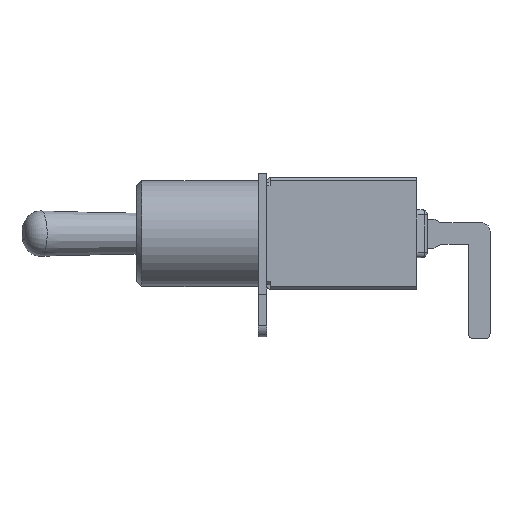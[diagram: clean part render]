
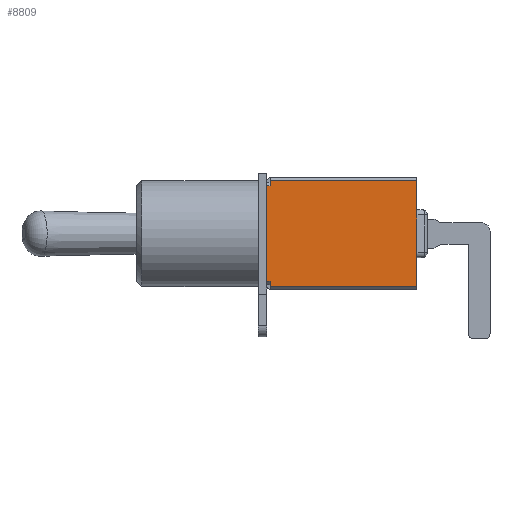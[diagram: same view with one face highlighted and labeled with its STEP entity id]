
A CAD part, left-side view. The second image highlights one B-rep face of the part: STEP entity #8809.
In plain terms, the highlighted planar face has unit normal (-1, 0, 0).
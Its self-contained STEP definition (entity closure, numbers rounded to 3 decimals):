
#1795=ORIENTED_EDGE('',*,*,#2985,.F.);
#1796=ORIENTED_EDGE('',*,*,#3014,.T.);
#1797=ORIENTED_EDGE('',*,*,#2947,.T.);
#1798=ORIENTED_EDGE('',*,*,#2348,.T.);
#1799=ORIENTED_EDGE('',*,*,#2811,.T.);
#1800=ORIENTED_EDGE('',*,*,#2354,.T.);
#1801=ORIENTED_EDGE('',*,*,#2937,.T.);
#1802=ORIENTED_EDGE('',*,*,#3013,.T.);
#2348=EDGE_CURVE('',#3267,#3266,#3867,.T.);
#2354=EDGE_CURVE('',#3269,#3272,#3873,.T.);
#2811=EDGE_CURVE('',#3266,#3269,#4063,.T.);
#2937=EDGE_CURVE('',#3272,#3663,#4163,.T.);
#2947=EDGE_CURVE('',#3671,#3267,#4173,.T.);
#2985=EDGE_CURVE('',#3702,#3703,#4207,.T.);
#3013=EDGE_CURVE('',#3663,#3703,#4227,.T.);
#3014=EDGE_CURVE('',#3702,#3671,#4228,.T.);
#3266=VERTEX_POINT('',#10906);
#3267=VERTEX_POINT('',#10908);
#3269=VERTEX_POINT('',#10914);
#3272=VERTEX_POINT('',#10919);
#3663=VERTEX_POINT('',#13387);
#3671=VERTEX_POINT('',#13409);
#3702=VERTEX_POINT('',#13481);
#3703=VERTEX_POINT('',#13483);
#3867=LINE('',#10907,#4422);
#3873=LINE('',#10920,#4428);
#4063=LINE('',#13067,#4618);
#4163=LINE('',#13388,#4718);
#4173=LINE('',#13408,#4728);
#4207=LINE('',#13482,#4762);
#4227=LINE('',#13534,#4782);
#4228=LINE('',#13536,#4783);
#4422=VECTOR('',#9426,1000.);
#4428=VECTOR('',#9434,1000.);
#4618=VECTOR('',#9958,1000.);
#4718=VECTOR('',#10220,1000.);
#4728=VECTOR('',#10236,1000.);
#4762=VECTOR('',#10286,1000.);
#4782=VECTOR('',#10324,1000.);
#4783=VECTOR('',#10327,1000.);
#5244=EDGE_LOOP('',(#1795,#1796,#1797,#1798,#1799,#1800,#1801,#1802));
#5651=FACE_BOUND('',#5244,.T.);
#5962=PLANE('',#9214);
#8809=ADVANCED_FACE('',(#5651),#5962,.F.);
#9214=AXIS2_PLACEMENT_3D('',#13548,#10344,#10345);
#9426=DIRECTION('',(0.,0.,1.));
#9434=DIRECTION('',(0.,0.,-1.));
#9958=DIRECTION('',(0.,1.,0.));
#10220=DIRECTION('',(0.,1.,0.));
#10236=DIRECTION('',(0.,1.,0.));
#10286=DIRECTION('',(0.,1.,0.));
#10324=DIRECTION('',(0.,0.,-1.));
#10327=DIRECTION('',(0.,0.,1.));
#10344=DIRECTION('',(1.,0.,0.));
#10345=DIRECTION('',(0.,0.,-1.));
#10906=CARTESIAN_POINT('',(-6.35,-2.8,4.5));
#10907=CARTESIAN_POINT('',(-6.35,-2.8,4.5));
#10908=CARTESIAN_POINT('',(-6.35,-2.8,4.3));
#10914=CARTESIAN_POINT('',(-6.35,2.8,4.5));
#10919=CARTESIAN_POINT('',(-6.35,2.8,4.3));
#10920=CARTESIAN_POINT('',(-6.35,2.8,4.5));
#13067=CARTESIAN_POINT('',(-6.35,-3.,4.5));
#13387=CARTESIAN_POINT('',(-6.35,3.1,4.3));
#13388=CARTESIAN_POINT('',(-6.35,-3.3,4.3));
#13408=CARTESIAN_POINT('',(-6.35,-3.3,4.3));
#13409=CARTESIAN_POINT('',(-6.35,-3.1,4.3));
#13481=CARTESIAN_POINT('',(-6.35,-3.1,-4.3));
#13482=CARTESIAN_POINT('',(-6.35,-3.3,-4.3));
#13483=CARTESIAN_POINT('',(-6.35,3.1,-4.3));
#13534=CARTESIAN_POINT('',(-6.35,3.1,4.3));
#13536=CARTESIAN_POINT('',(-6.35,-3.1,4.3));
#13548=CARTESIAN_POINT('',(-6.35,-3.3,4.3));
